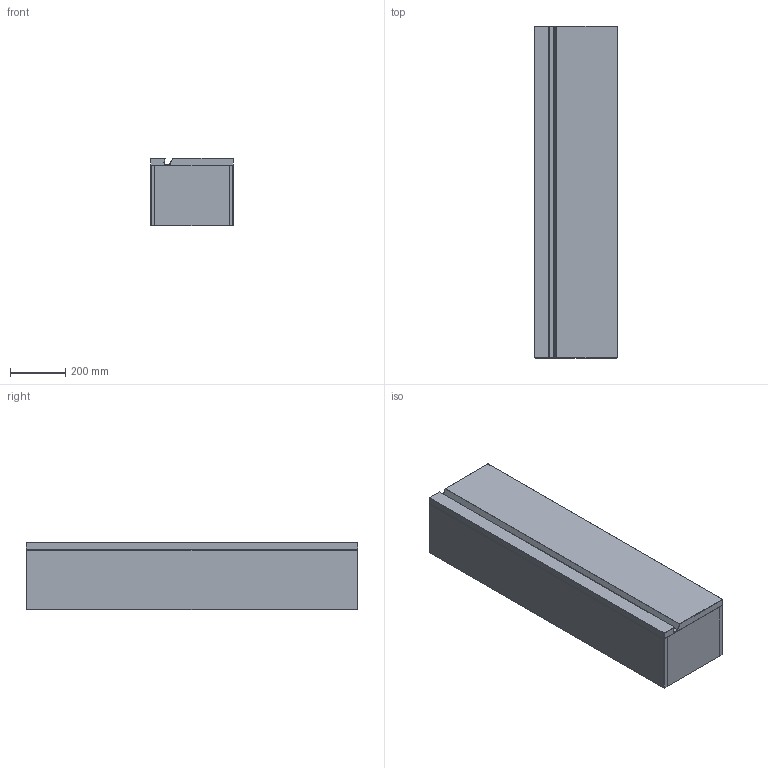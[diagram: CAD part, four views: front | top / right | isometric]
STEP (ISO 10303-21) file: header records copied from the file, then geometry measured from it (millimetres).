
FILE_DESCRIPTION (( 'STEP AP214' ), '1' );
FILE_NAME ('MA030S_v10221.STEP', '2021-02-12T10:55:19', ( '' ), ( '' ), 'SwSTEP 2.0', 'SolidWorks 2019', '' );
FILE_SCHEMA (( 'AUTOMOTIVE_DESIGN' ));
Length unit declared in the file: millimetre
Products named in the file (3): Base and panels_Tall Boy; MA030S_v10221; Front_Tall Boy Door
Assembly tree (2 placements, depth 2):
  MA030S_v10221
    Base and panels_Tall Boy
    Front_Tall Boy Door
Bounding box: 300 x 1200 x 244 mm (x, y, z)
Volume: 27191799.7 mm3; surface area: 3369084.2 mm2
Topology: 11 solids, 11 shells, 238 faces, 488 edges, 302 vertices
Faces by surface type: cylinder 111, plane 109, sphere 12, torus 6
Entity records: 6371 total; most frequent: DIRECTION 1170, CARTESIAN_POINT 1043, ORIENTED_EDGE 952, EDGE_CURVE 476, AXIS2_PLACEMENT_3D 459, VERTEX_POINT 300, EDGE_LOOP 278, LINE 252
